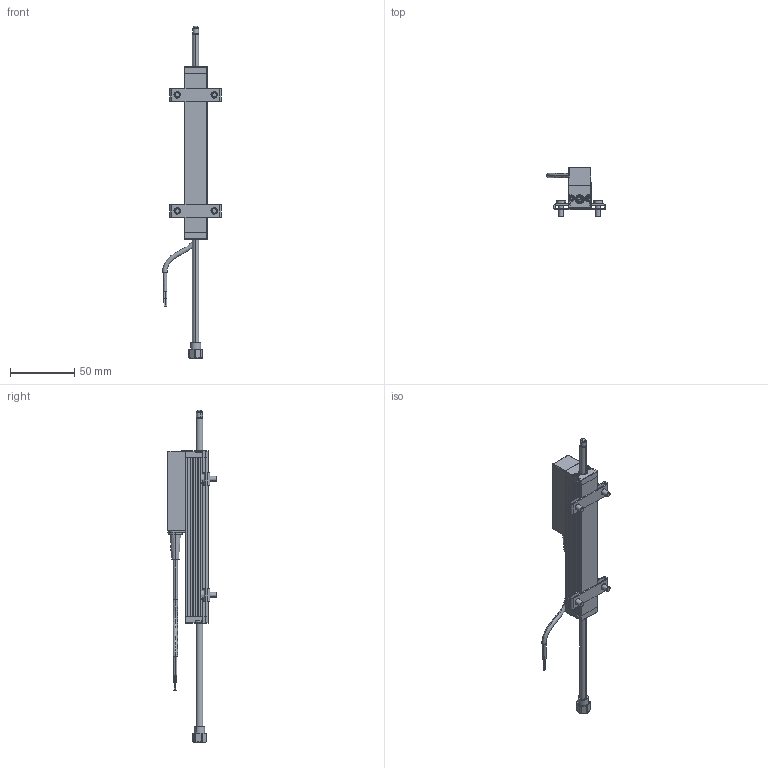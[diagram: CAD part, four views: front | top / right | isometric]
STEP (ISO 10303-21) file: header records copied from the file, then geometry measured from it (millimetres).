
FILE_DESCRIPTION (( 'STEP AP214' ), '1' );
FILE_NAME ('LS1-0075-002-cable-retract.STEP', '2012-06-15T12:00:56', ( 'dummy' ), ( '' ), 'SwSTEP 2.0', 'SolidWorks 2011', '' );
FILE_SCHEMA (( 'AUTOMOTIVE_DESIGN' ));
Length unit declared in the file: millimetre
Products named in the file (1): LS1-0075-002-cable-retract
Bounding box: 45.92 x 38.78 x 258.6 mm (x, y, z)
Surface area: 25706.4 mm2 (no closed solid volume)
Topology: 0 solids, 53 shells, 541 faces, 2328 edges, 1805 vertices
Faces by surface type: plane 272, cylinder 188, cone 50, torus 15, sphere 11, bspline 5
Entity records: 33007 total; most frequent: CARTESIAN_POINT 9017, DIRECTION 3594, ORIENTED_EDGE 3187, EDGE_CURVE 2323, VERTEX_POINT 1805, VECTOR 1250, LINE 1250, AXIS2_PLACEMENT_3D 1172
